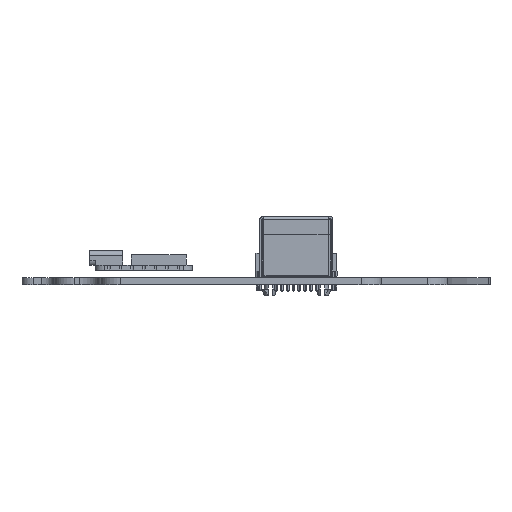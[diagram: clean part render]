
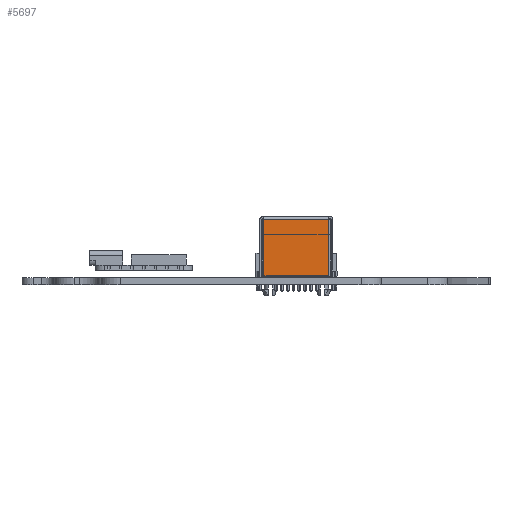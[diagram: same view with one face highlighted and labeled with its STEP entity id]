
A CAD part, left-side view. The second image highlights one B-rep face of the part: STEP entity #5697.
In plain terms, the highlighted free-form (B-spline) face has degree [1, 1] with [2, 2] control points.
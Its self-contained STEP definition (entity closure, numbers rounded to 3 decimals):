
#3768 = ( BOUNDED_SURFACE() B_SPLINE_SURFACE(2,1,(
    (#3769,#3770)
    ,(#3771,#3772)
    ,(#3773,#3774
)),.UNSPECIFIED.,.F.,.F.,.F.) B_SPLINE_SURFACE_WITH_KNOTS((3,3),(2,2),(
    0.,1.571),(-14.224,0.),.PIECEWISE_BEZIER_KNOTS.) 
GEOMETRIC_REPRESENTATION_ITEM() RATIONAL_B_SPLINE_SURFACE((
    (1.,1.)
    ,(0.707,0.707)
,(1.,1.))) REPRESENTATION_ITEM('') SURFACE() );
#3769 = CARTESIAN_POINT('',(-7.112,12.7,-9.589));
#3770 = CARTESIAN_POINT('',(7.112,12.7,-9.589));
#3771 = CARTESIAN_POINT('',(-7.112,13.335,-9.589));
#3772 = CARTESIAN_POINT('',(7.112,13.335,-9.589));
#3773 = CARTESIAN_POINT('',(-7.112,13.335,-8.954));
#3774 = CARTESIAN_POINT('',(7.112,13.335,-8.954));
#5369 = VERTEX_POINT('',#5370);
#5370 = CARTESIAN_POINT('',(-7.112,12.7,-9.589));
#5382 = B_SPLINE_SURFACE_WITH_KNOTS('',1,1,(
    (#5383,#5384)
    ,(#5385,#5386
    )),.UNSPECIFIED.,.F.,.F.,.F.,(2,2),(2,2),(-12.573,-0.254),(0.,0.381)
  ,.PIECEWISE_BEZIER_KNOTS.);
#5383 = CARTESIAN_POINT('',(-7.112,0.381,-9.589));
#5384 = CARTESIAN_POINT('',(-7.112,0.381,-9.208));
#5385 = CARTESIAN_POINT('',(-7.112,12.7,-9.589));
#5386 = CARTESIAN_POINT('',(-7.112,12.7,-9.208));
#5441 = VERTEX_POINT('',#5442);
#5442 = CARTESIAN_POINT('',(7.112,12.7,-9.589));
#5477 = B_SPLINE_SURFACE_WITH_KNOTS('',1,1,(
    (#5478,#5479)
    ,(#5480,#5481
    )),.UNSPECIFIED.,.F.,.F.,.F.,(2,2),(2,2),(0.,0.381),(
    0.,12.319),.PIECEWISE_BEZIER_KNOTS.);
#5478 = CARTESIAN_POINT('',(7.112,0.381,-9.589));
#5479 = CARTESIAN_POINT('',(7.112,12.7,-9.589));
#5480 = CARTESIAN_POINT('',(7.112,0.381,-9.208));
#5481 = CARTESIAN_POINT('',(7.112,12.7,-9.208));
#5514 = EDGE_CURVE('',#5441,#5369,#5515,.T.);
#5515 = SURFACE_CURVE('',#5516,(#5519,#5526),.PCURVE_S1.);
#5516 = B_SPLINE_CURVE_WITH_KNOTS('',1,(#5517,#5518),.UNSPECIFIED.,.F.,
  .F.,(2,2),(-14.224,0.),.PIECEWISE_BEZIER_KNOTS.);
#5517 = CARTESIAN_POINT('',(7.112,12.7,-9.589));
#5518 = CARTESIAN_POINT('',(-7.112,12.7,-9.589));
#5519 = PCURVE('',#3768,#5520);
#5520 = DEFINITIONAL_REPRESENTATION('',(#5521),#5525);
#5521 = B_SPLINE_CURVE_WITH_KNOTS('',2,(#5522,#5523,#5524),
  .UNSPECIFIED.,.F.,.F.,(3,3),(-14.224,0.),.PIECEWISE_BEZIER_KNOTS.);
#5522 = CARTESIAN_POINT('',(0.,0.));
#5523 = CARTESIAN_POINT('',(0.,-7.112));
#5524 = CARTESIAN_POINT('',(0.,-14.224));
#5525 = ( GEOMETRIC_REPRESENTATION_CONTEXT(2) 
PARAMETRIC_REPRESENTATION_CONTEXT() REPRESENTATION_CONTEXT('2D SPACE',''
  ) );
#5526 = PCURVE('',#5527,#5532);
#5527 = B_SPLINE_SURFACE_WITH_KNOTS('',1,1,(
    (#5528,#5529)
    ,(#5530,#5531
  )),.UNSPECIFIED.,.F.,.F.,.F.,(2,2),(2,2),(-7.112,7.112),(0.381,12.7),
  .PIECEWISE_BEZIER_KNOTS.);
#5528 = CARTESIAN_POINT('',(-7.112,0.381,-9.589));
#5529 = CARTESIAN_POINT('',(-7.112,12.7,-9.589));
#5530 = CARTESIAN_POINT('',(7.112,0.381,-9.589));
#5531 = CARTESIAN_POINT('',(7.112,12.7,-9.589));
#5532 = DEFINITIONAL_REPRESENTATION('',(#5533),#5536);
#5533 = B_SPLINE_CURVE_WITH_KNOTS('',1,(#5534,#5535),.UNSPECIFIED.,.F.,
  .F.,(2,2),(-14.224,0.),.PIECEWISE_BEZIER_KNOTS.);
#5534 = CARTESIAN_POINT('',(7.112,12.7));
#5535 = CARTESIAN_POINT('',(-7.112,12.7));
#5536 = ( GEOMETRIC_REPRESENTATION_CONTEXT(2) 
PARAMETRIC_REPRESENTATION_CONTEXT() REPRESENTATION_CONTEXT('2D SPACE',''
  ) );
#5572 = EDGE_CURVE('',#5441,#5573,#5575,.T.);
#5573 = VERTEX_POINT('',#5574);
#5574 = CARTESIAN_POINT('',(7.112,0.381,-9.589));
#5575 = SURFACE_CURVE('',#5576,(#5579,#5585),.PCURVE_S1.);
#5576 = B_SPLINE_CURVE_WITH_KNOTS('',1,(#5577,#5578),.UNSPECIFIED.,.F.,
  .F.,(2,2),(-12.7,-0.381),.PIECEWISE_BEZIER_KNOTS.);
#5577 = CARTESIAN_POINT('',(7.112,12.7,-9.589));
#5578 = CARTESIAN_POINT('',(7.112,0.381,-9.589));
#5579 = PCURVE('',#5477,#5580);
#5580 = DEFINITIONAL_REPRESENTATION('',(#5581),#5584);
#5581 = B_SPLINE_CURVE_WITH_KNOTS('',1,(#5582,#5583),.UNSPECIFIED.,.F.,
  .F.,(2,2),(-12.7,-0.381),.PIECEWISE_BEZIER_KNOTS.);
#5582 = CARTESIAN_POINT('',(0.,12.319));
#5583 = CARTESIAN_POINT('',(0.,0.));
#5584 = ( GEOMETRIC_REPRESENTATION_CONTEXT(2) 
PARAMETRIC_REPRESENTATION_CONTEXT() REPRESENTATION_CONTEXT('2D SPACE',''
  ) );
#5585 = PCURVE('',#5527,#5586);
#5586 = DEFINITIONAL_REPRESENTATION('',(#5587),#5590);
#5587 = B_SPLINE_CURVE_WITH_KNOTS('',1,(#5588,#5589),.UNSPECIFIED.,.F.,
  .F.,(2,2),(-12.7,-0.381),.PIECEWISE_BEZIER_KNOTS.);
#5588 = CARTESIAN_POINT('',(7.112,12.7));
#5589 = CARTESIAN_POINT('',(7.112,0.381));
#5590 = ( GEOMETRIC_REPRESENTATION_CONTEXT(2) 
PARAMETRIC_REPRESENTATION_CONTEXT() REPRESENTATION_CONTEXT('2D SPACE',''
  ) );
#5606 = B_SPLINE_SURFACE_WITH_KNOTS('',1,1,(
    (#5607,#5608)
    ,(#5609,#5610
    )),.UNSPECIFIED.,.F.,.F.,.F.,(2,2),(2,2),(0.,14.224),(-0.381,0.),
  .PIECEWISE_BEZIER_KNOTS.);
#5607 = CARTESIAN_POINT('',(-7.112,0.381,-9.208));
#5608 = CARTESIAN_POINT('',(-7.112,0.381,-9.589));
#5609 = CARTESIAN_POINT('',(7.112,0.381,-9.208));
#5610 = CARTESIAN_POINT('',(7.112,0.381,-9.589));
#5660 = VERTEX_POINT('',#5661);
#5661 = CARTESIAN_POINT('',(-7.112,0.381,-9.589));
#5679 = EDGE_CURVE('',#5660,#5369,#5680,.T.);
#5680 = SURFACE_CURVE('',#5681,(#5684,#5690),.PCURVE_S1.);
#5681 = B_SPLINE_CURVE_WITH_KNOTS('',1,(#5682,#5683),.UNSPECIFIED.,.F.,
  .F.,(2,2),(0.381,12.7),.PIECEWISE_BEZIER_KNOTS.);
#5682 = CARTESIAN_POINT('',(-7.112,0.381,-9.589));
#5683 = CARTESIAN_POINT('',(-7.112,12.7,-9.589));
#5684 = PCURVE('',#5382,#5685);
#5685 = DEFINITIONAL_REPRESENTATION('',(#5686),#5689);
#5686 = B_SPLINE_CURVE_WITH_KNOTS('',1,(#5687,#5688),.UNSPECIFIED.,.F.,
  .F.,(2,2),(0.381,12.7),.PIECEWISE_BEZIER_KNOTS.);
#5687 = CARTESIAN_POINT('',(-12.573,0.));
#5688 = CARTESIAN_POINT('',(-0.254,0.));
#5689 = ( GEOMETRIC_REPRESENTATION_CONTEXT(2) 
PARAMETRIC_REPRESENTATION_CONTEXT() REPRESENTATION_CONTEXT('2D SPACE',''
  ) );
#5690 = PCURVE('',#5527,#5691);
#5691 = DEFINITIONAL_REPRESENTATION('',(#5692),#5695);
#5692 = B_SPLINE_CURVE_WITH_KNOTS('',1,(#5693,#5694),.UNSPECIFIED.,.F.,
  .F.,(2,2),(0.381,12.7),.PIECEWISE_BEZIER_KNOTS.);
#5693 = CARTESIAN_POINT('',(-7.112,0.381));
#5694 = CARTESIAN_POINT('',(-7.112,12.7));
#5695 = ( GEOMETRIC_REPRESENTATION_CONTEXT(2) 
PARAMETRIC_REPRESENTATION_CONTEXT() REPRESENTATION_CONTEXT('2D SPACE',''
  ) );
#5697 = ADVANCED_FACE('',(#5698),#5527,.F.);
#5698 = FACE_BOUND('',#5699,.T.);
#5699 = EDGE_LOOP('',(#5700,#5701,#5702,#5720));
#5700 = ORIENTED_EDGE('',*,*,#5514,.F.);
#5701 = ORIENTED_EDGE('',*,*,#5572,.T.);
#5702 = ORIENTED_EDGE('',*,*,#5703,.T.);
#5703 = EDGE_CURVE('',#5573,#5660,#5704,.T.);
#5704 = SURFACE_CURVE('',#5705,(#5708,#5714),.PCURVE_S1.);
#5705 = B_SPLINE_CURVE_WITH_KNOTS('',1,(#5706,#5707),.UNSPECIFIED.,.F.,
  .F.,(2,2),(-7.112,7.112),.PIECEWISE_BEZIER_KNOTS.);
#5706 = CARTESIAN_POINT('',(7.112,0.381,-9.589));
#5707 = CARTESIAN_POINT('',(-7.112,0.381,-9.589));
#5708 = PCURVE('',#5527,#5709);
#5709 = DEFINITIONAL_REPRESENTATION('',(#5710),#5713);
#5710 = B_SPLINE_CURVE_WITH_KNOTS('',1,(#5711,#5712),.UNSPECIFIED.,.F.,
  .F.,(2,2),(-7.112,7.112),.PIECEWISE_BEZIER_KNOTS.);
#5711 = CARTESIAN_POINT('',(7.112,0.381));
#5712 = CARTESIAN_POINT('',(-7.112,0.381));
#5713 = ( GEOMETRIC_REPRESENTATION_CONTEXT(2) 
PARAMETRIC_REPRESENTATION_CONTEXT() REPRESENTATION_CONTEXT('2D SPACE',''
  ) );
#5714 = PCURVE('',#5606,#5715);
#5715 = DEFINITIONAL_REPRESENTATION('',(#5716),#5719);
#5716 = B_SPLINE_CURVE_WITH_KNOTS('',1,(#5717,#5718),.UNSPECIFIED.,.F.,
  .F.,(2,2),(-7.112,7.112),.PIECEWISE_BEZIER_KNOTS.);
#5717 = CARTESIAN_POINT('',(14.224,0.));
#5718 = CARTESIAN_POINT('',(0.,0.));
#5719 = ( GEOMETRIC_REPRESENTATION_CONTEXT(2) 
PARAMETRIC_REPRESENTATION_CONTEXT() REPRESENTATION_CONTEXT('2D SPACE',''
  ) );
#5720 = ORIENTED_EDGE('',*,*,#5679,.T.);
